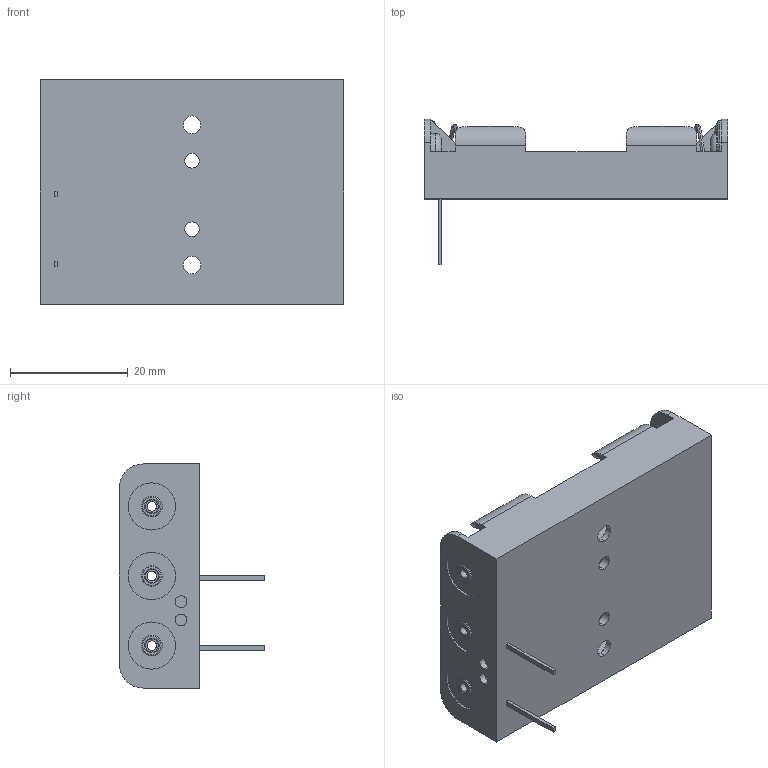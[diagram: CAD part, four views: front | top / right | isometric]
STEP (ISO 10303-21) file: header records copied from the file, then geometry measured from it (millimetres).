
FILE_DESCRIPTION (( 'STEP AP214' ), '1' );
FILE_NAME ('BC3AAAPC.STEP', '2019-12-06T15:42:43', ( '' ), ( '' ), 'SwSTEP 2.0', 'SolidWorks 2017', '' );
FILE_SCHEMA (( 'AUTOMOTIVE_DESIGN' ));
Length unit declared in the file: millimetre
Products named in the file (1): BC3AAAPC
Bounding box: 51.5 x 24.6 x 38 mm (x, y, z)
Volume: 5849.8 mm3; surface area: 10526.1 mm2
Topology: 10 solids, 10 shells, 489 faces, 1186 edges, 766 vertices
Faces by surface type: plane 257, cylinder 154, torus 72, bspline 6
Entity records: 19704 total; most frequent: CARTESIAN_POINT 7717, DIRECTION 2559, ORIENTED_EDGE 2372, EDGE_CURVE 1186, AXIS2_PLACEMENT_3D 932, VERTEX_POINT 766, LINE 695, VECTOR 695
